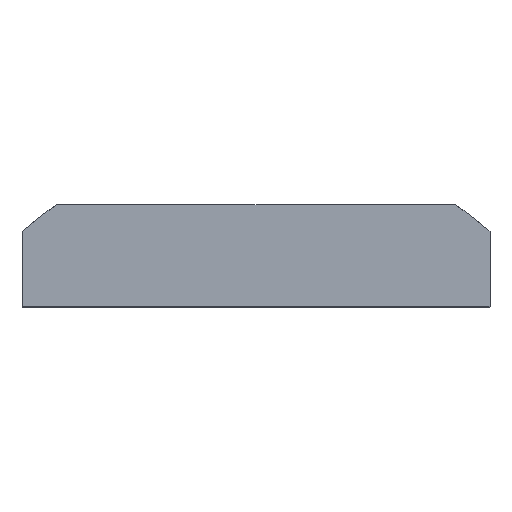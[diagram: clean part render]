
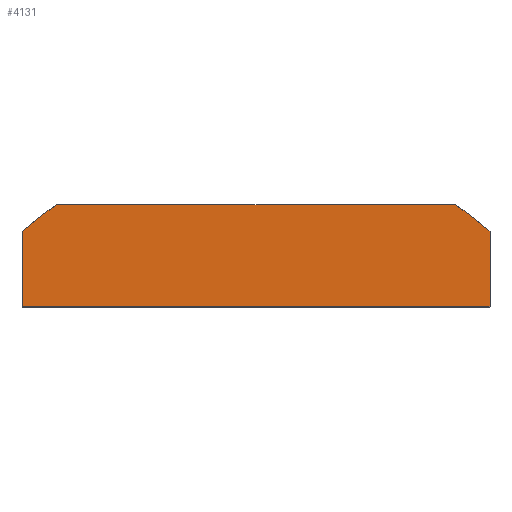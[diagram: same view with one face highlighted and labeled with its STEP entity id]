
A CAD part, top view. The second image highlights one B-rep face of the part: STEP entity #4131.
In plain terms, the highlighted planar face has unit normal (0, 0, 1).
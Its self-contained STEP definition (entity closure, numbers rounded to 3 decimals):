
#10 = DIRECTION ( 'NONE',  ( 1., 0., 0. ) ) ;
#141 = AXIS2_PLACEMENT_3D ( 'NONE', #1304, #3103, #882 ) ;
#796 = DIRECTION ( 'NONE',  ( 0., -1., 0. ) ) ;
#882 = DIRECTION ( 'NONE',  ( 1., 0., 0. ) ) ;
#891 = LINE ( 'NONE', #1777, #4504 ) ;
#922 = DIRECTION ( 'NONE',  ( 1., 0., 0. ) ) ;
#985 = CIRCLE ( 'NONE', #141, 70. ) ;
#1041 = CARTESIAN_POINT ( 'NONE',  ( 46., 14.764, 46. ) ) ;
#1071 = CARTESIAN_POINT ( 'NONE',  ( -39.192, 20., 46. ) ) ;
#1231 = FACE_OUTER_BOUND ( 'NONE', #2551, .T. ) ;
#1304 = CARTESIAN_POINT ( 'NONE',  ( 0., -38., 46. ) ) ;
#1321 = CARTESIAN_POINT ( 'NONE',  ( 0., -38., 46. ) ) ;
#1323 = DIRECTION ( 'NONE',  ( -1., 0., 0. ) ) ;
#1443 = CARTESIAN_POINT ( 'NONE',  ( -46., 0., 46. ) ) ;
#1564 = VECTOR ( 'NONE', #2630, 1000. ) ;
#1675 = PLANE ( 'NONE',  #1915 ) ;
#1777 = CARTESIAN_POINT ( 'NONE',  ( -46., 0., 46. ) ) ;
#1781 = CARTESIAN_POINT ( 'NONE',  ( 39.192, 20., 46. ) ) ;
#1860 = LINE ( 'NONE', #4130, #2879 ) ;
#1861 = EDGE_CURVE ( 'NONE', #5567, #5122, #5366, .T. ) ;
#1915 = AXIS2_PLACEMENT_3D ( 'NONE', #4498, #2619, #1323 ) ;
#1988 = VERTEX_POINT ( 'NONE', #1041 ) ;
#2034 = ORIENTED_EDGE ( 'NONE', *, *, #1861, .T. ) ;
#2128 = DIRECTION ( 'NONE',  ( 1., 0., 0. ) ) ;
#2222 = ORIENTED_EDGE ( 'NONE', *, *, #4815, .T. ) ;
#2253 = EDGE_CURVE ( 'NONE', #3477, #2282, #891, .T. ) ;
#2282 = VERTEX_POINT ( 'NONE', #3511 ) ;
#2329 = EDGE_CURVE ( 'NONE', #5567, #5715, #1860, .T. ) ;
#2551 = EDGE_LOOP ( 'NONE', ( #2034, #2222, #4791, #3606, #5855, #5841 ) ) ;
#2619 = DIRECTION ( 'NONE',  ( 0., 0., -1. ) ) ;
#2630 = DIRECTION ( 'NONE',  ( 0., -1., 0. ) ) ;
#2741 = CARTESIAN_POINT ( 'NONE',  ( -46., 2., 46. ) ) ;
#2879 = VECTOR ( 'NONE', #922, 1000. ) ;
#2932 = EDGE_CURVE ( 'NONE', #1988, #2282, #5676, .T. ) ;
#3013 = CARTESIAN_POINT ( 'NONE',  ( 46., 2., 46. ) ) ;
#3103 = DIRECTION ( 'NONE',  ( 0., 0., 1. ) ) ;
#3173 = VECTOR ( 'NONE', #796, 1000. ) ;
#3477 = VERTEX_POINT ( 'NONE', #1443 ) ;
#3511 = CARTESIAN_POINT ( 'NONE',  ( 46., 0., 46. ) ) ;
#3606 = ORIENTED_EDGE ( 'NONE', *, *, #2932, .F. ) ;
#4130 = CARTESIAN_POINT ( 'NONE',  ( -46., 20., 46. ) ) ;
#4131 = ADVANCED_FACE ( 'NONE', ( #1231 ), #1675, .F. ) ;
#4498 = CARTESIAN_POINT ( 'NONE',  ( -46., 2., 46. ) ) ;
#4504 = VECTOR ( 'NONE', #2128, 1000. ) ;
#4789 = CARTESIAN_POINT ( 'NONE',  ( -46., 14.764, 46. ) ) ;
#4791 = ORIENTED_EDGE ( 'NONE', *, *, #2253, .T. ) ;
#4815 = EDGE_CURVE ( 'NONE', #5122, #3477, #4961, .T. ) ;
#4880 = EDGE_CURVE ( 'NONE', #1988, #5715, #985, .T. ) ;
#4926 = DIRECTION ( 'NONE',  ( 0., 0., 1. ) ) ;
#4961 = LINE ( 'NONE', #2741, #1564 ) ;
#5095 = AXIS2_PLACEMENT_3D ( 'NONE', #1321, #4926, #10 ) ;
#5122 = VERTEX_POINT ( 'NONE', #4789 ) ;
#5366 = CIRCLE ( 'NONE', #5095, 70. ) ;
#5567 = VERTEX_POINT ( 'NONE', #1071 ) ;
#5676 = LINE ( 'NONE', #3013, #3173 ) ;
#5715 = VERTEX_POINT ( 'NONE', #1781 ) ;
#5841 = ORIENTED_EDGE ( 'NONE', *, *, #2329, .F. ) ;
#5855 = ORIENTED_EDGE ( 'NONE', *, *, #4880, .T. ) ;
